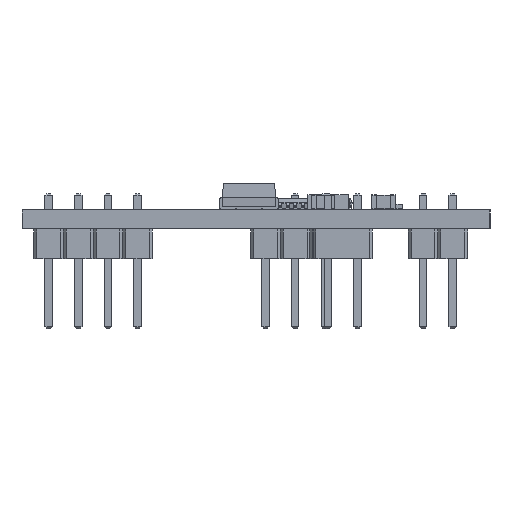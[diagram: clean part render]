
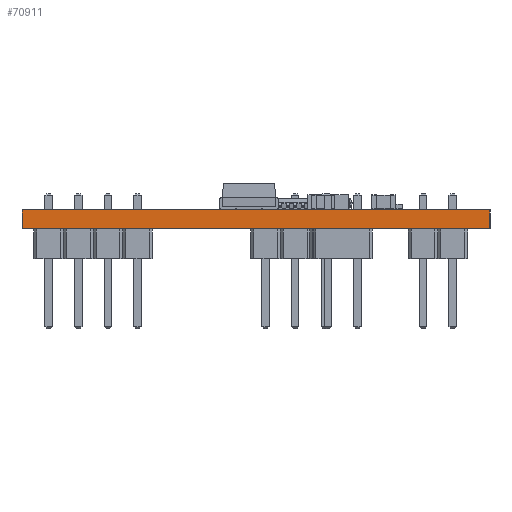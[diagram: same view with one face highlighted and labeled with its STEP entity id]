
A CAD part, left-side view. The second image highlights one B-rep face of the part: STEP entity #70911.
In plain terms, the highlighted planar face has unit normal (-1, 0, 0).
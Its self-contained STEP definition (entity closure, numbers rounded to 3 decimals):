
#70730 = PLANE('',#70731);
#70731 = AXIS2_PLACEMENT_3D('',#70732,#70733,#70734);
#70732 = CARTESIAN_POINT('',(55.626,5.334,0.));
#70733 = DIRECTION('',(0.,-1.,0.));
#70734 = DIRECTION('',(-1.,0.,0.));
#70755 = VERTEX_POINT('',#70756);
#70756 = CARTESIAN_POINT('',(5.334,5.334,1.58));
#70770 = PLANE('',#70771);
#70771 = AXIS2_PLACEMENT_3D('',#70772,#70773,#70774);
#70772 = CARTESIAN_POINT('',(30.48,25.4,1.58));
#70773 = DIRECTION('',(-0.,-0.,-1.));
#70774 = DIRECTION('',(-1.,0.,0.));
#70782 = EDGE_CURVE('',#70783,#70755,#70785,.T.);
#70783 = VERTEX_POINT('',#70784);
#70784 = CARTESIAN_POINT('',(5.334,5.334,0.));
#70785 = SURFACE_CURVE('',#70786,(#70790,#70797),.PCURVE_S1.);
#70786 = LINE('',#70787,#70788);
#70787 = CARTESIAN_POINT('',(5.334,5.334,0.));
#70788 = VECTOR('',#70789,1.);
#70789 = DIRECTION('',(0.,0.,1.));
#70790 = PCURVE('',#70730,#70791);
#70791 = DEFINITIONAL_REPRESENTATION('',(#70792),#70796);
#70792 = LINE('',#70793,#70794);
#70793 = CARTESIAN_POINT('',(50.292,0.));
#70794 = VECTOR('',#70795,1.);
#70795 = DIRECTION('',(0.,-1.));
#70796 = ( GEOMETRIC_REPRESENTATION_CONTEXT(2) 
PARAMETRIC_REPRESENTATION_CONTEXT() REPRESENTATION_CONTEXT('2D SPACE',''
  ) );
#70797 = PCURVE('',#70798,#70803);
#70798 = PLANE('',#70799);
#70799 = AXIS2_PLACEMENT_3D('',#70800,#70801,#70802);
#70800 = CARTESIAN_POINT('',(5.334,5.334,0.));
#70801 = DIRECTION('',(-1.,0.,0.));
#70802 = DIRECTION('',(0.,1.,0.));
#70803 = DEFINITIONAL_REPRESENTATION('',(#70804),#70808);
#70804 = LINE('',#70805,#70806);
#70805 = CARTESIAN_POINT('',(0.,0.));
#70806 = VECTOR('',#70807,1.);
#70807 = DIRECTION('',(0.,-1.));
#70808 = ( GEOMETRIC_REPRESENTATION_CONTEXT(2) 
PARAMETRIC_REPRESENTATION_CONTEXT() REPRESENTATION_CONTEXT('2D SPACE',''
  ) );
#70824 = PLANE('',#70825);
#70825 = AXIS2_PLACEMENT_3D('',#70826,#70827,#70828);
#70826 = CARTESIAN_POINT('',(30.48,25.4,0.));
#70827 = DIRECTION('',(-0.,-0.,-1.));
#70828 = DIRECTION('',(-1.,0.,0.));
#70857 = PLANE('',#70858);
#70858 = AXIS2_PLACEMENT_3D('',#70859,#70860,#70861);
#70859 = CARTESIAN_POINT('',(5.334,45.466,0.));
#70860 = DIRECTION('',(0.,1.,0.));
#70861 = DIRECTION('',(1.,0.,0.));
#70911 = ADVANCED_FACE('',(#70912),#70798,.T.);
#70912 = FACE_BOUND('',#70913,.T.);
#70913 = EDGE_LOOP('',(#70914,#70915,#70938,#70961));
#70914 = ORIENTED_EDGE('',*,*,#70782,.T.);
#70915 = ORIENTED_EDGE('',*,*,#70916,.T.);
#70916 = EDGE_CURVE('',#70755,#70917,#70919,.T.);
#70917 = VERTEX_POINT('',#70918);
#70918 = CARTESIAN_POINT('',(5.334,45.466,1.58));
#70919 = SURFACE_CURVE('',#70920,(#70924,#70931),.PCURVE_S1.);
#70920 = LINE('',#70921,#70922);
#70921 = CARTESIAN_POINT('',(5.334,5.334,1.58));
#70922 = VECTOR('',#70923,1.);
#70923 = DIRECTION('',(0.,1.,0.));
#70924 = PCURVE('',#70798,#70925);
#70925 = DEFINITIONAL_REPRESENTATION('',(#70926),#70930);
#70926 = LINE('',#70927,#70928);
#70927 = CARTESIAN_POINT('',(0.,-1.58));
#70928 = VECTOR('',#70929,1.);
#70929 = DIRECTION('',(1.,0.));
#70930 = ( GEOMETRIC_REPRESENTATION_CONTEXT(2) 
PARAMETRIC_REPRESENTATION_CONTEXT() REPRESENTATION_CONTEXT('2D SPACE',''
  ) );
#70931 = PCURVE('',#70770,#70932);
#70932 = DEFINITIONAL_REPRESENTATION('',(#70933),#70937);
#70933 = LINE('',#70934,#70935);
#70934 = CARTESIAN_POINT('',(25.146,-20.066));
#70935 = VECTOR('',#70936,1.);
#70936 = DIRECTION('',(0.,1.));
#70937 = ( GEOMETRIC_REPRESENTATION_CONTEXT(2) 
PARAMETRIC_REPRESENTATION_CONTEXT() REPRESENTATION_CONTEXT('2D SPACE',''
  ) );
#70938 = ORIENTED_EDGE('',*,*,#70939,.F.);
#70939 = EDGE_CURVE('',#70940,#70917,#70942,.T.);
#70940 = VERTEX_POINT('',#70941);
#70941 = CARTESIAN_POINT('',(5.334,45.466,0.));
#70942 = SURFACE_CURVE('',#70943,(#70947,#70954),.PCURVE_S1.);
#70943 = LINE('',#70944,#70945);
#70944 = CARTESIAN_POINT('',(5.334,45.466,0.));
#70945 = VECTOR('',#70946,1.);
#70946 = DIRECTION('',(0.,0.,1.));
#70947 = PCURVE('',#70798,#70948);
#70948 = DEFINITIONAL_REPRESENTATION('',(#70949),#70953);
#70949 = LINE('',#70950,#70951);
#70950 = CARTESIAN_POINT('',(40.132,0.));
#70951 = VECTOR('',#70952,1.);
#70952 = DIRECTION('',(0.,-1.));
#70953 = ( GEOMETRIC_REPRESENTATION_CONTEXT(2) 
PARAMETRIC_REPRESENTATION_CONTEXT() REPRESENTATION_CONTEXT('2D SPACE',''
  ) );
#70954 = PCURVE('',#70857,#70955);
#70955 = DEFINITIONAL_REPRESENTATION('',(#70956),#70960);
#70956 = LINE('',#70957,#70958);
#70957 = CARTESIAN_POINT('',(0.,0.));
#70958 = VECTOR('',#70959,1.);
#70959 = DIRECTION('',(0.,-1.));
#70960 = ( GEOMETRIC_REPRESENTATION_CONTEXT(2) 
PARAMETRIC_REPRESENTATION_CONTEXT() REPRESENTATION_CONTEXT('2D SPACE',''
  ) );
#70961 = ORIENTED_EDGE('',*,*,#70962,.F.);
#70962 = EDGE_CURVE('',#70783,#70940,#70963,.T.);
#70963 = SURFACE_CURVE('',#70964,(#70968,#70975),.PCURVE_S1.);
#70964 = LINE('',#70965,#70966);
#70965 = CARTESIAN_POINT('',(5.334,5.334,0.));
#70966 = VECTOR('',#70967,1.);
#70967 = DIRECTION('',(0.,1.,0.));
#70968 = PCURVE('',#70798,#70969);
#70969 = DEFINITIONAL_REPRESENTATION('',(#70970),#70974);
#70970 = LINE('',#70971,#70972);
#70971 = CARTESIAN_POINT('',(0.,0.));
#70972 = VECTOR('',#70973,1.);
#70973 = DIRECTION('',(1.,0.));
#70974 = ( GEOMETRIC_REPRESENTATION_CONTEXT(2) 
PARAMETRIC_REPRESENTATION_CONTEXT() REPRESENTATION_CONTEXT('2D SPACE',''
  ) );
#70975 = PCURVE('',#70824,#70976);
#70976 = DEFINITIONAL_REPRESENTATION('',(#70977),#70981);
#70977 = LINE('',#70978,#70979);
#70978 = CARTESIAN_POINT('',(25.146,-20.066));
#70979 = VECTOR('',#70980,1.);
#70980 = DIRECTION('',(0.,1.));
#70981 = ( GEOMETRIC_REPRESENTATION_CONTEXT(2) 
PARAMETRIC_REPRESENTATION_CONTEXT() REPRESENTATION_CONTEXT('2D SPACE',''
  ) );
